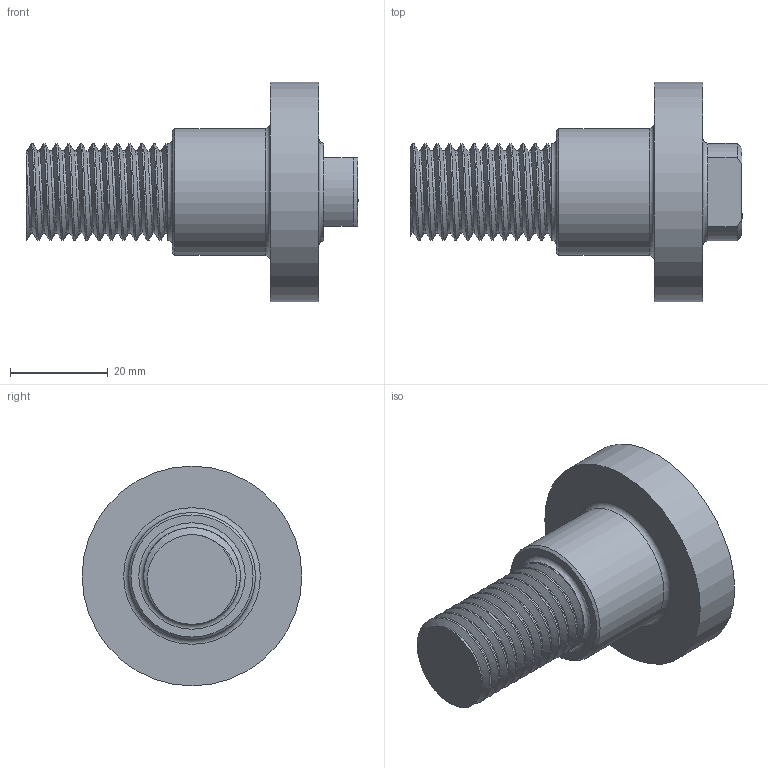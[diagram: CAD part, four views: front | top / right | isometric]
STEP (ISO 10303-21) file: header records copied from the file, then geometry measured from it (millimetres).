
FILE_DESCRIPTION(/* description */ (''),/* implementation_level */ '2;1');
FILE_NAME(/* name */ 'Support filet plaque plexiglass.step',/* time_stamp */ '2024-10-04T19:24:46+02:00',/* author */ (''),/* organization */ (''),/* preprocessor_version */ 'ST-DEVELOPER v20',/* originating_system */ 'Autodesk Translation Framework v13.20.0.188',/* authorisation */ '');
FILE_SCHEMA (('AUTOMOTIVE_DESIGN { 1 0 10303 214 3 1 1 }'));
Length unit declared in the file: millimetre
Products named in the file (1): Support fileté plaque plexiglass
Bounding box: 68 x 45 x 45 mm (x, y, z)
Volume: 34874 mm3; surface area: 10614.1 mm2
Topology: 1 solids, 1 shells, 87 faces, 237 edges, 155 vertices
Faces by surface type: cylinder 65, plane 11, bspline 4, cone 4, torus 3
Full cylindrical faces by diameter (mm): 8.526 x16, 10.198 x16, 16.938 x10, 19.791 x11, 26 x1, 45 x1
Entity records: 9491 total; most frequent: CARTESIAN_POINT 7511, ORIENTED_EDGE 472, DIRECTION 305, EDGE_CURVE 236, VERTEX_POINT 155, B_SPLINE_CURVE_WITH_KNOTS 129, AXIS2_PLACEMENT_3D 118, EDGE_LOOP 91
